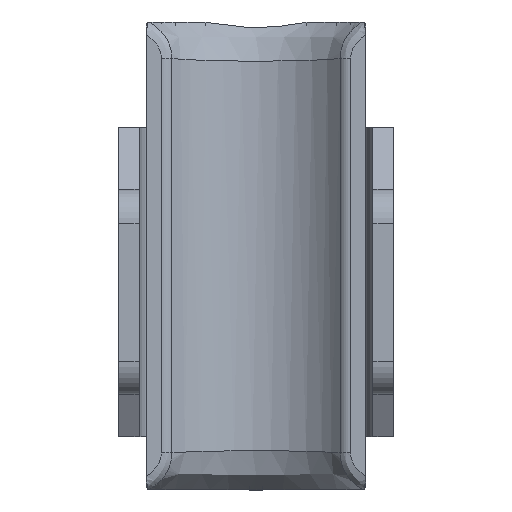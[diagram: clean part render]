
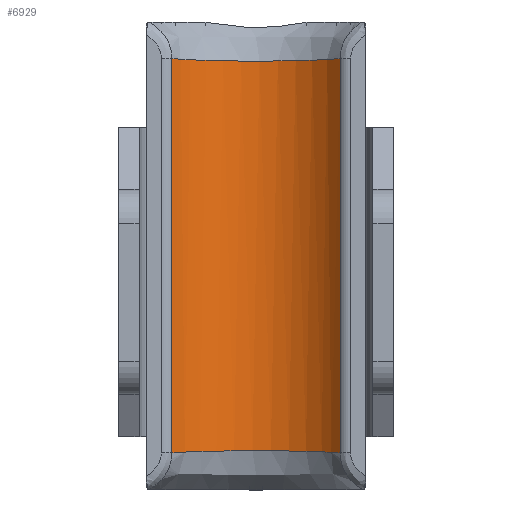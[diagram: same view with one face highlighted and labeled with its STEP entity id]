
A CAD part, front view. The second image highlights one B-rep face of the part: STEP entity #6929.
In plain terms, the highlighted cylindrical face has radius 8 mm (diameter 16 mm), a partial arc.
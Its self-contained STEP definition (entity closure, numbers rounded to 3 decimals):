
#2 = DIRECTION ( 'NONE',  ( 0., 0., -1. ) ) ;
#136 = CARTESIAN_POINT ( 'NONE',  ( -2.298, -0.332, 14.188 ) ) ;
#169 = CARTESIAN_POINT ( 'NONE',  ( -2.848, -0.518, 14.198 ) ) ;
#181 = LINE ( 'NONE', #3120, #6049 ) ;
#212 = CARTESIAN_POINT ( 'NONE',  ( -4.633, -1.471, 14.25 ) ) ;
#283 = CARTESIAN_POINT ( 'NONE',  ( 4.632, -1.471, -14.25 ) ) ;
#399 = EDGE_CURVE ( 'NONE', #5044, #3048, #1721, .T. ) ;
#707 = CARTESIAN_POINT ( 'NONE',  ( 2.297, -0.331, 14.188 ) ) ;
#739 = CARTESIAN_POINT ( 'NONE',  ( -3.384, -0.734, -14.209 ) ) ;
#1274 = CARTESIAN_POINT ( 'NONE',  ( 6.117, -2.844, 14.338 ) ) ;
#1376 = CYLINDRICAL_SURFACE ( 'NONE', #3731, 8. ) ;
#1385 = CARTESIAN_POINT ( 'NONE',  ( -2.015, -0.252, 14.184 ) ) ;
#1387 = CARTESIAN_POINT ( 'NONE',  ( -2.848, -0.518, -14.198 ) ) ;
#1389 = ORIENTED_EDGE ( 'NONE', *, *, #6317, .T. ) ;
#1721 = LINE ( 'NONE', #5761, #7134 ) ;
#1736 = ORIENTED_EDGE ( 'NONE', *, *, #6509, .T. ) ;
#1895 = CARTESIAN_POINT ( 'NONE',  ( -4.39, -1.306, 14.241 ) ) ;
#1926 = FACE_OUTER_BOUND ( 'NONE', #4858, .T. ) ;
#1970 = CARTESIAN_POINT ( 'NONE',  ( 3.384, -0.734, -14.209 ) ) ;
#2048 = CARTESIAN_POINT ( 'NONE',  ( -3.894, -1.006, -14.224 ) ) ;
#2075 = VERTEX_POINT ( 'NONE', #5595 ) ;
#2082 = CARTESIAN_POINT ( 'NONE',  ( 6.117, -2.844, -14.338 ) ) ;
#2497 = CARTESIAN_POINT ( 'NONE',  ( -5.325, -2.002, 14.282 ) ) ;
#2499 = CARTESIAN_POINT ( 'NONE',  ( -4.39, -1.306, -14.241 ) ) ;
#2511 = DIRECTION ( 'NONE',  ( 0., 0., 1. ) ) ;
#2578 = CARTESIAN_POINT ( 'NONE',  ( 5.743, -2.401, -14.308 ) ) ;
#2611 = CARTESIAN_POINT ( 'NONE',  ( 4.632, -1.471, 14.25 ) ) ;
#2614 = CARTESIAN_POINT ( 'NONE',  ( -1.162, -0.064, -14.175 ) ) ;
#3032 = CARTESIAN_POINT ( 'NONE',  ( 0.585, 0., 14.172 ) ) ;
#3048 = VERTEX_POINT ( 'NONE', #5203 ) ;
#3066 = CARTESIAN_POINT ( 'NONE',  ( 5.743, -2.401, 14.308 ) ) ;
#3107 = CARTESIAN_POINT ( 'NONE',  ( 4.39, -1.306, 14.241 ) ) ;
#3110 = CARTESIAN_POINT ( 'NONE',  ( -5.325, -2.002, -14.282 ) ) ;
#3120 = CARTESIAN_POINT ( 'NONE',  ( 6.117, -2.844, 17. ) ) ;
#3142 = CARTESIAN_POINT ( 'NONE',  ( 0., -8., 17. ) ) ;
#3186 = CARTESIAN_POINT ( 'NONE',  ( -4.633, -1.471, -14.25 ) ) ;
#3599 = CARTESIAN_POINT ( 'NONE',  ( 3.384, -0.734, 14.209 ) ) ;
#3673 = CARTESIAN_POINT ( 'NONE',  ( 4.39, -1.306, -14.241 ) ) ;
#3731 = AXIS2_PLACEMENT_3D ( 'NONE', #3142, #3748, #7252 ) ;
#3748 = DIRECTION ( 'NONE',  ( 0., 0., -1. ) ) ;
#3790 = CARTESIAN_POINT ( 'NONE',  ( -0.586, 0., -14.172 ) ) ;
#3950 = CARTESIAN_POINT ( 'NONE',  ( 6.117, -2.844, 14.338 ) ) ;
#4127 = B_SPLINE_CURVE_WITH_KNOTS ( 'NONE', 3,
 ( #1274, #3066, #4333, #2611, #3107, #5391, #3599, #5937, #707, #5437, #4257, #3032, #6540, #5355, #1385, #136, #169, #7106, #6577, #1895, #212, #2497, #4821, #4219 ),
 .UNSPECIFIED., .F., .F.,
 ( 4, 2, 2, 1, 2, 2, 2, 2, 2, 1, 2, 2, 4 ),
 ( 0., 0.002, 0.003, 0.004, 0.005, 0.006, 0.007, 0.009, 0.01, 0.011, 0.012, 0.013, 0.014 ),
 .UNSPECIFIED. ) ;
#4219 = CARTESIAN_POINT ( 'NONE',  ( -6.117, -2.844, 14.338 ) ) ;
#4257 = CARTESIAN_POINT ( 'NONE',  ( 1.162, -0.064, 14.175 ) ) ;
#4320 = B_SPLINE_CURVE_WITH_KNOTS ( 'NONE', 3,
 ( #5477, #5976, #3110, #3186, #2499, #2048, #739, #1387, #4375, #6052, #2614, #3790, #4864, #7297, #5509, #6698, #4901, #1970, #5438, #3673, #283, #7261, #2578, #2082 ),
 .UNSPECIFIED., .F., .F.,
 ( 4, 2, 2, 1, 2, 2, 2, 2, 2, 1, 2, 2, 4 ),
 ( 0., 0.002, 0.003, 0.004, 0.005, 0.006, 0.007, 0.009, 0.01, 0.011, 0.012, 0.013, 0.014 ),
 .UNSPECIFIED. ) ;
#4333 = CARTESIAN_POINT ( 'NONE',  ( 5.325, -2.002, 14.282 ) ) ;
#4375 = CARTESIAN_POINT ( 'NONE',  ( -2.298, -0.332, -14.188 ) ) ;
#4821 = CARTESIAN_POINT ( 'NONE',  ( -5.743, -2.401, 14.308 ) ) ;
#4858 = EDGE_LOOP ( 'NONE', ( #1736, #1389, #7347, #7264 ) ) ;
#4864 = CARTESIAN_POINT ( 'NONE',  ( 0.585, 0., -14.172 ) ) ;
#4901 = CARTESIAN_POINT ( 'NONE',  ( 2.847, -0.518, -14.198 ) ) ;
#5044 = VERTEX_POINT ( 'NONE', #6745 ) ;
#5203 = CARTESIAN_POINT ( 'NONE',  ( -6.117, -2.844, -14.338 ) ) ;
#5355 = CARTESIAN_POINT ( 'NONE',  ( -1.162, -0.064, 14.175 ) ) ;
#5391 = CARTESIAN_POINT ( 'NONE',  ( 3.894, -1.005, 14.224 ) ) ;
#5437 = CARTESIAN_POINT ( 'NONE',  ( 2.014, -0.252, 14.184 ) ) ;
#5438 = CARTESIAN_POINT ( 'NONE',  ( 3.894, -1.005, -14.224 ) ) ;
#5477 = CARTESIAN_POINT ( 'NONE',  ( -6.117, -2.844, -14.338 ) ) ;
#5509 = CARTESIAN_POINT ( 'NONE',  ( 2.014, -0.252, -14.184 ) ) ;
#5588 = EDGE_CURVE ( 'NONE', #6419, #5044, #4127, .T. ) ;
#5595 = CARTESIAN_POINT ( 'NONE',  ( 6.117, -2.844, -14.338 ) ) ;
#5761 = CARTESIAN_POINT ( 'NONE',  ( -6.117, -2.844, 17. ) ) ;
#5937 = CARTESIAN_POINT ( 'NONE',  ( 2.847, -0.518, 14.198 ) ) ;
#5976 = CARTESIAN_POINT ( 'NONE',  ( -5.743, -2.401, -14.308 ) ) ;
#6049 = VECTOR ( 'NONE', #2511, 1000. ) ;
#6052 = CARTESIAN_POINT ( 'NONE',  ( -2.015, -0.252, -14.184 ) ) ;
#6317 = EDGE_CURVE ( 'NONE', #2075, #6419, #181, .T. ) ;
#6419 = VERTEX_POINT ( 'NONE', #3950 ) ;
#6509 = EDGE_CURVE ( 'NONE', #3048, #2075, #4320, .T. ) ;
#6540 = CARTESIAN_POINT ( 'NONE',  ( -0.586, 0., 14.172 ) ) ;
#6577 = CARTESIAN_POINT ( 'NONE',  ( -3.894, -1.006, 14.224 ) ) ;
#6698 = CARTESIAN_POINT ( 'NONE',  ( 2.297, -0.331, -14.188 ) ) ;
#6745 = CARTESIAN_POINT ( 'NONE',  ( -6.117, -2.844, 14.338 ) ) ;
#6929 = ADVANCED_FACE ( 'NONE', ( #1926 ), #1376, .F. ) ;
#7106 = CARTESIAN_POINT ( 'NONE',  ( -3.384, -0.734, 14.209 ) ) ;
#7134 = VECTOR ( 'NONE', #2, 1000. ) ;
#7252 = DIRECTION ( 'NONE',  ( -1., 0., 0. ) ) ;
#7261 = CARTESIAN_POINT ( 'NONE',  ( 5.325, -2.002, -14.282 ) ) ;
#7264 = ORIENTED_EDGE ( 'NONE', *, *, #399, .T. ) ;
#7297 = CARTESIAN_POINT ( 'NONE',  ( 1.162, -0.064, -14.175 ) ) ;
#7347 = ORIENTED_EDGE ( 'NONE', *, *, #5588, .T. ) ;
